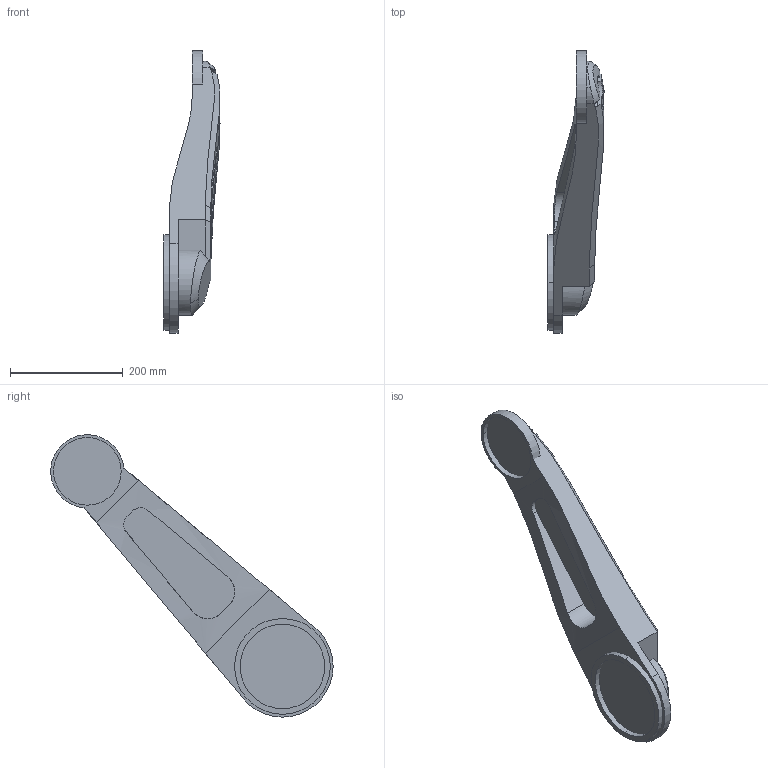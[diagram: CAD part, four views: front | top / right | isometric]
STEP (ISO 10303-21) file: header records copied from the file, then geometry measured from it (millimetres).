
FILE_DESCRIPTION (( 'STEP AP203' ), '1' );
FILE_NAME ('03.STEP', '2014-08-25T10:59:19', ( 'zakaria' ), ( '' ), 'SwSTEP 2.0', 'SolidWorks 2013', '' );
FILE_SCHEMA (( 'CONFIG_CONTROL_DESIGN' ));
Length unit declared in the file: millimetre
Products named in the file (1): 03
Bounding box: 99.47 x 501.24 x 501.24 mm (x, y, z)
Volume: 3881037.6 mm3; surface area: 289907.3 mm2
Topology: 1 solids, 1 shells, 99 faces, 266 edges, 176 vertices
Faces by surface type: cylinder 44, plane 39, bspline 12, torus 4
Entity records: 6205 total; most frequent: CARTESIAN_POINT 3817, ORIENTED_EDGE 532, DIRECTION 403, EDGE_CURVE 266, VERTEX_POINT 176, AXIS2_PLACEMENT_3D 144, LINE 115, VECTOR 115
